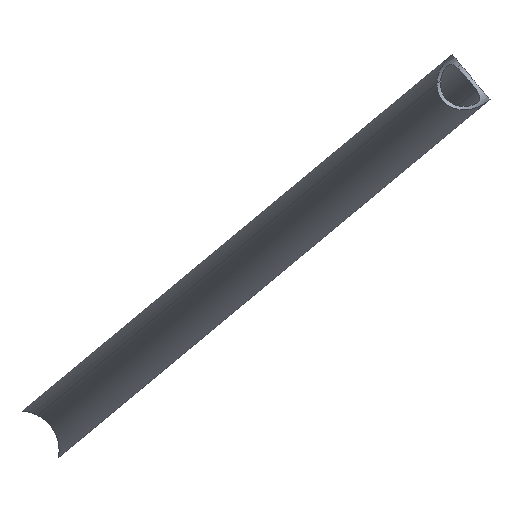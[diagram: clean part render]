
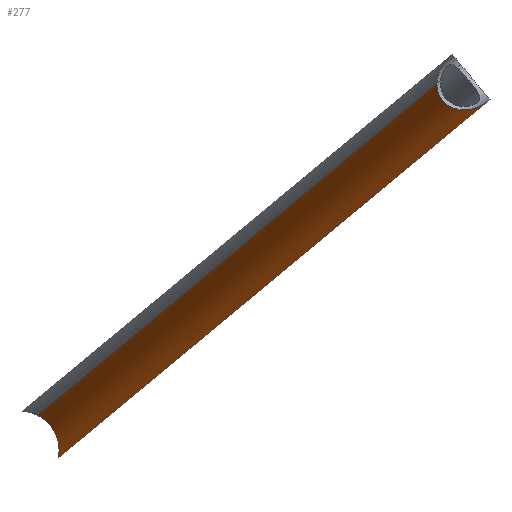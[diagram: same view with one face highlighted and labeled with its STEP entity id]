
A CAD part, front view. The second image highlights one B-rep face of the part: STEP entity #277.
In plain terms, the highlighted cylindrical face has radius 7.5 mm (diameter 15 mm), a partial arc.
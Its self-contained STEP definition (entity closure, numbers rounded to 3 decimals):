
#61=CARTESIAN_POINT('Vertex',(-1999.742,0.,372.692)) ;
#67=CARTESIAN_POINT('Control Point',(-1986.324,0.,368.671)) ;
#68=CARTESIAN_POINT('Control Point',(-1986.458,0.,368.56)) ;
#69=CARTESIAN_POINT('Control Point',(-1986.595,0.,368.45)) ;
#70=CARTESIAN_POINT('Control Point',(-1986.706,0.,368.366)) ;
#71=CARTESIAN_POINT('Control Point',(-1986.901,0.,368.22)) ;
#72=CARTESIAN_POINT('Control Point',(-1987.1,0.,368.08)) ;
#73=CARTESIAN_POINT('Control Point',(-1987.214,0.,368.)) ;
#74=CARTESIAN_POINT('Control Point',(-1988.464,0.,367.173)) ;
#75=CARTESIAN_POINT('Control Point',(-1989.846,0.,366.552)) ;
#76=CARTESIAN_POINT('Control Point',(-1991.149,0.,366.188)) ;
#77=CARTESIAN_POINT('Control Point',(-1993.353,0.,365.972)) ;
#78=CARTESIAN_POINT('Control Point',(-1995.48,0.,366.486)) ;
#79=CARTESIAN_POINT('Control Point',(-1996.277,0.,366.808)) ;
#80=CARTESIAN_POINT('Control Point',(-1997.953,0.,367.841)) ;
#81=CARTESIAN_POINT('Control Point',(-1999.119,0.,369.451)) ;
#82=CARTESIAN_POINT('Control Point',(-1999.545,0.,370.502)) ;
#83=CARTESIAN_POINT('Control Point',(-1999.742,0.,371.597)) ;
#84=CARTESIAN_POINT('Control Point',(-1999.742,0.,372.692)) ;
#85=CARTESIAN_POINT('Vertex',(-1986.324,0.,368.671)) ;
#89=CARTESIAN_POINT('Control Point',(-1986.324,0.,368.671)) ;
#90=CARTESIAN_POINT('Control Point',(-1986.324,0.235,368.671)) ;
#91=CARTESIAN_POINT('Control Point',(-1986.326,0.47,368.673)) ;
#92=CARTESIAN_POINT('Control Point',(-1986.33,0.658,368.678)) ;
#93=CARTESIAN_POINT('Control Point',(-1986.338,0.99,368.688)) ;
#94=CARTESIAN_POINT('Control Point',(-1986.349,1.322,368.702)) ;
#95=CARTESIAN_POINT('Control Point',(-1986.357,1.51,368.711)) ;
#96=CARTESIAN_POINT('Control Point',(-1986.389,2.139,368.75)) ;
#97=CARTESIAN_POINT('Control Point',(-1986.436,2.766,368.807)) ;
#98=CARTESIAN_POINT('Control Point',(-1986.472,3.159,368.851)) ;
#99=CARTESIAN_POINT('Control Point',(-1986.669,4.986,369.088)) ;
#100=CARTESIAN_POINT('Control Point',(-1987.006,6.771,369.495)) ;
#101=CARTESIAN_POINT('Control Point',(-1987.362,8.116,369.924)) ;
#102=CARTESIAN_POINT('Control Point',(-1987.836,9.406,370.496)) ;
#103=CARTESIAN_POINT('Control Point',(-1988.455,10.493,371.242)) ;
#104=CARTESIAN_POINT('Vertex',(-1988.455,10.493,371.242)) ;
#197=CARTESIAN_POINT('Axis2P3D Location',(-2048.056,100.,327.222)) ;
#202=CARTESIAN_POINT('Line Origine',(-2054.573,96.289,327.222)) ;
#206=CARTESIAN_POINT('Vertex',(-2100.769,177.413,288.914)) ;
#210=CARTESIAN_POINT('Control Point',(-2100.769,177.413,288.914)) ;
#211=CARTESIAN_POINT('Control Point',(-2100.558,177.042,288.806)) ;
#212=CARTESIAN_POINT('Control Point',(-2100.338,176.68,288.687)) ;
#213=CARTESIAN_POINT('Control Point',(-2100.11,176.329,288.553)) ;
#214=CARTESIAN_POINT('Control Point',(-2099.62,175.634,288.244)) ;
#215=CARTESIAN_POINT('Control Point',(-2099.082,175.027,287.842)) ;
#216=CARTESIAN_POINT('Control Point',(-2098.789,174.742,287.604)) ;
#217=CARTESIAN_POINT('Control Point',(-2098.349,174.41,287.207)) ;
#218=CARTESIAN_POINT('Control Point',(-2097.906,174.237,286.735)) ;
#219=CARTESIAN_POINT('Control Point',(-2097.771,174.201,286.584)) ;
#220=CARTESIAN_POINT('Control Point',(-2097.452,174.161,286.208)) ;
#221=CARTESIAN_POINT('Control Point',(-2097.158,174.23,285.814)) ;
#222=CARTESIAN_POINT('Control Point',(-2096.999,174.307,285.584)) ;
#223=CARTESIAN_POINT('Control Point',(-2096.577,174.615,284.926)) ;
#224=CARTESIAN_POINT('Control Point',(-2096.267,175.123,284.318)) ;
#225=CARTESIAN_POINT('Control Point',(-2096.102,175.506,283.947)) ;
#226=CARTESIAN_POINT('Control Point',(-2095.826,176.337,283.245)) ;
#227=CARTESIAN_POINT('Control Point',(-2095.645,177.256,282.627)) ;
#228=CARTESIAN_POINT('Control Point',(-2095.57,177.737,282.331)) ;
#229=CARTESIAN_POINT('Control Point',(-2095.416,178.997,281.612)) ;
#230=CARTESIAN_POINT('Control Point',(-2095.34,180.315,280.985)) ;
#231=CARTESIAN_POINT('Control Point',(-2095.313,181.128,280.632)) ;
#232=CARTESIAN_POINT('Control Point',(-2095.302,181.954,280.303)) ;
#233=CARTESIAN_POINT('Control Point',(-2095.302,182.79,280.)) ;
#234=CARTESIAN_POINT('Vertex',(-2095.302,182.79,280.)) ;
#238=CARTESIAN_POINT('Control Point',(-2095.471,192.12,278.165)) ;
#239=CARTESIAN_POINT('Control Point',(-2095.484,190.208,278.1)) ;
#240=CARTESIAN_POINT('Control Point',(-2095.425,188.289,278.4)) ;
#241=CARTESIAN_POINT('Control Point',(-2095.354,186.43,278.809)) ;
#242=CARTESIAN_POINT('Control Point',(-2095.302,184.588,279.348)) ;
#243=CARTESIAN_POINT('Control Point',(-2095.302,182.79,280.)) ;
#244=CARTESIAN_POINT('Vertex',(-2095.471,192.12,278.165)) ;
#248=CARTESIAN_POINT('Control Point',(-2095.471,192.12,278.165)) ;
#249=CARTESIAN_POINT('Control Point',(-2094.75,191.949,278.794)) ;
#250=CARTESIAN_POINT('Control Point',(-2094.087,191.696,279.468)) ;
#251=CARTESIAN_POINT('Control Point',(-2093.475,191.399,280.162)) ;
#252=CARTESIAN_POINT('Control Point',(-2092.448,190.809,281.447)) ;
#253=CARTESIAN_POINT('Control Point',(-2091.556,190.152,282.797)) ;
#254=CARTESIAN_POINT('Control Point',(-2091.187,189.854,283.408)) ;
#255=CARTESIAN_POINT('Control Point',(-2090.568,189.303,284.545)) ;
#256=CARTESIAN_POINT('Control Point',(-2090.06,188.749,285.734)) ;
#257=CARTESIAN_POINT('Control Point',(-2089.856,188.502,286.279)) ;
#258=CARTESIAN_POINT('Control Point',(-2089.683,188.258,286.838)) ;
#259=CARTESIAN_POINT('Control Point',(-2089.549,188.022,287.409)) ;
#260=CARTESIAN_POINT('Vertex',(-2089.549,188.022,287.409)) ;
#263=CARTESIAN_POINT('Line Origine',(-2041.538,103.711,327.222)) ;
#198=DIRECTION('Axis2P3D Direction',(0.458,-0.804,0.38)) ;
#199=DIRECTION('Axis2P3D XDirection',(-0.869,-0.495,0.)) ;
#203=DIRECTION('Vector Direction',(0.458,-0.804,0.38)) ;
#264=DIRECTION('Vector Direction',(0.458,-0.804,0.38)) ;
#200=AXIS2_PLACEMENT_3D('Cylinder Axis2P3D',#197,#198,#199) ;
#269=ORIENTED_EDGE('',*,*,#87,.T.) ;
#270=ORIENTED_EDGE('',*,*,#208,.F.) ;
#271=ORIENTED_EDGE('',*,*,#236,.T.) ;
#272=ORIENTED_EDGE('',*,*,#246,.F.) ;
#273=ORIENTED_EDGE('',*,*,#262,.T.) ;
#274=ORIENTED_EDGE('',*,*,#267,.T.) ;
#275=ORIENTED_EDGE('',*,*,#106,.F.) ;
#204=VECTOR('Line Direction',#203,1.) ;
#265=VECTOR('Line Direction',#264,1.) ;
#277=ADVANCED_FACE('Corps principal',(#276),#201,.T.) ;
#66=B_SPLINE_CURVE_WITH_KNOTS('',5,(#67,#68,#69,#70,#71,#72,#73,#74,#75,#76,#77,#78,#79,#80,#81,#82,#83,#84),.UNSPECIFIED.,.F.,.U.,(6,3,3,3,3,6),(0.,1.237,2.474,11.835,17.809,25.553),.UNSPECIFIED.) ;
#88=B_SPLINE_CURVE_WITH_KNOTS('',5,(#89,#90,#91,#92,#93,#94,#95,#96,#97,#98,#99,#100,#101,#102,#103),.UNSPECIFIED.,.F.,.U.,(6,3,3,3,6),(0.,1.66,3.32,6.122,16.423),.UNSPECIFIED.) ;
#209=B_SPLINE_CURVE_WITH_KNOTS('',5,(#210,#211,#212,#213,#214,#215,#216,#217,#218,#219,#220,#221,#222,#223,#224,#225,#226,#227,#228,#229,#230,#231,#232,#233),.UNSPECIFIED.,.F.,.U.,(6,3,3,3,3,3,3,6),(0.,3.109,6.381,7.831,9.86,13.747,17.777,24.062),.UNSPECIFIED.) ;
#237=B_SPLINE_CURVE_WITH_KNOTS('',5,(#238,#239,#240,#241,#242,#243),.UNSPECIFIED.,.F.,.U.,(6,6),(6.966,20.491),.UNSPECIFIED.) ;
#247=B_SPLINE_CURVE_WITH_KNOTS('',5,(#248,#249,#250,#251,#252,#253,#254,#255,#256,#257,#258,#259),.UNSPECIFIED.,.F.,.U.,(6,3,3,6),(20.031,26.902,32.371,36.842),.UNSPECIFIED.) ;
#201=CYLINDRICAL_SURFACE('generated cylinder',#200,7.5) ;
#87=EDGE_CURVE('',#86,#62,#66,.T.) ;
#106=EDGE_CURVE('',#86,#105,#88,.T.) ;
#208=EDGE_CURVE('',#207,#62,#205,.T.) ;
#236=EDGE_CURVE('',#207,#235,#209,.T.) ;
#246=EDGE_CURVE('',#245,#235,#237,.T.) ;
#262=EDGE_CURVE('',#245,#261,#247,.T.) ;
#267=EDGE_CURVE('',#261,#105,#266,.T.) ;
#268=EDGE_LOOP('',(#269,#270,#271,#272,#273,#274,#275)) ;
#276=FACE_OUTER_BOUND('',#268,.T.) ;
#205=LINE('Line',#202,#204) ;
#266=LINE('Line',#263,#265) ;
#62=VERTEX_POINT('',#61) ;
#86=VERTEX_POINT('',#85) ;
#105=VERTEX_POINT('',#104) ;
#207=VERTEX_POINT('',#206) ;
#235=VERTEX_POINT('',#234) ;
#245=VERTEX_POINT('',#244) ;
#261=VERTEX_POINT('',#260) ;
